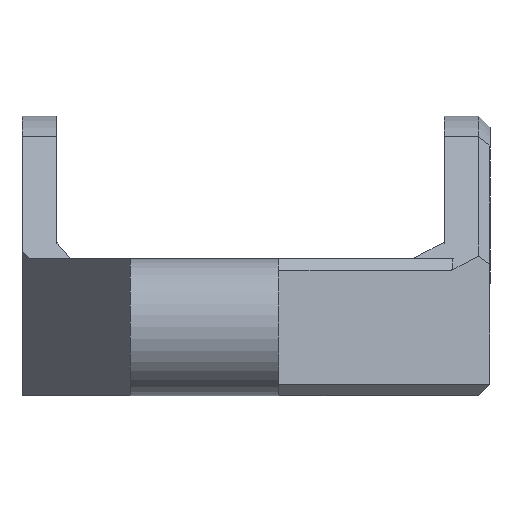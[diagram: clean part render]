
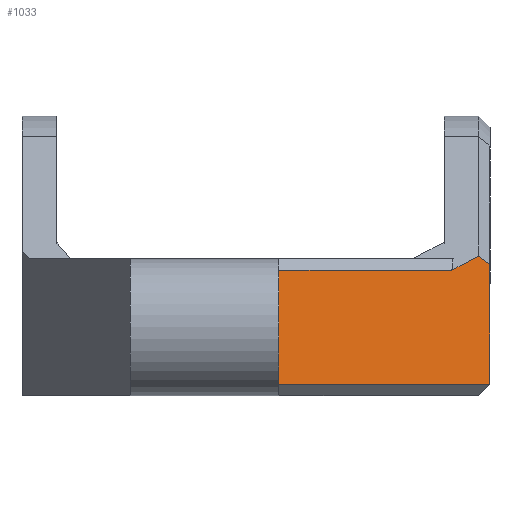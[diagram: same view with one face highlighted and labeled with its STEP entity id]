
A CAD part, left-side view. The second image highlights one B-rep face of the part: STEP entity #1033.
In plain terms, the highlighted planar face has unit normal (-0.826, -0.564, 0).
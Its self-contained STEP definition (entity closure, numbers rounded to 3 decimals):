
#14 = EDGE_CURVE ( 'NONE', #1040, #1151, #103, .T. ) ;
#19 = CARTESIAN_POINT ( 'NONE',  ( -65., -51., 2.511 ) ) ;
#85 = EDGE_CURVE ( 'NONE', #1135, #1044, #927, .T. ) ;
#99 = EDGE_CURVE ( 'NONE', #912, #1135, #729, .T. ) ;
#103 = LINE ( 'NONE', #501, #150 ) ;
#126 = CARTESIAN_POINT ( 'NONE',  ( -77.641, -32.5, 2. ) ) ;
#134 = CARTESIAN_POINT ( 'NONE',  ( -65.683, -50., 3.246 ) ) ;
#150 = VECTOR ( 'NONE', #1216, 1000. ) ;
#155 = PLANE ( 'NONE',  #548 ) ;
#215 = VECTOR ( 'NONE', #743, 1000. ) ;
#229 = DIRECTION ( 'NONE',  ( -0.482, 0.706, 0.519 ) ) ;
#324 = CARTESIAN_POINT ( 'NONE',  ( -66., -49.537, 3. ) ) ;
#349 = ORIENTED_EDGE ( 'NONE', *, *, #85, .T. ) ;
#350 = FACE_OUTER_BOUND ( 'NONE', #893, .T. ) ;
#383 = CARTESIAN_POINT ( 'NONE',  ( -67.287, -47.653, 2. ) ) ;
#436 = ORIENTED_EDGE ( 'NONE', *, *, #520, .F. ) ;
#449 = ORIENTED_EDGE ( 'NONE', *, *, #14, .F. ) ;
#465 = VECTOR ( 'NONE', #229, 1000. ) ;
#488 = VECTOR ( 'NONE', #722, 1000. ) ;
#501 = CARTESIAN_POINT ( 'NONE',  ( -65., -51., -8. ) ) ;
#502 = LINE ( 'NONE', #805, #628 ) ;
#520 = EDGE_CURVE ( 'NONE', #1151, #1044, #502, .T. ) ;
#548 = AXIS2_PLACEMENT_3D ( 'NONE', #1075, #745, #858 ) ;
#549 = ORIENTED_EDGE ( 'NONE', *, *, #99, .T. ) ;
#578 = CARTESIAN_POINT ( 'NONE',  ( -77.641, -32.5, -8. ) ) ;
#628 = VECTOR ( 'NONE', #812, 1000. ) ;
#631 = LINE ( 'NONE', #732, #1295 ) ;
#653 = EDGE_CURVE ( 'NONE', #949, #912, #1129, .T. ) ;
#722 = DIRECTION ( 'NONE',  ( -0.564, 0.826, 0. ) ) ;
#729 = LINE ( 'NONE', #324, #215 ) ;
#732 = CARTESIAN_POINT ( 'NONE',  ( -65., -51., -20. ) ) ;
#740 = CARTESIAN_POINT ( 'NONE',  ( -77.641, -32.5, 2. ) ) ;
#743 = DIRECTION ( 'NONE',  ( -0.517, 0.756, -0.402 ) ) ;
#745 = DIRECTION ( 'NONE',  ( -0.826, -0.564, 0. ) ) ;
#805 = CARTESIAN_POINT ( 'NONE',  ( -77.641, -32.5, -20. ) ) ;
#812 = DIRECTION ( 'NONE',  ( 0., 0., 1. ) ) ;
#842 = EDGE_CURVE ( 'NONE', #1040, #949, #631, .T. ) ;
#858 = DIRECTION ( 'NONE',  ( 0.564, -0.826, 0. ) ) ;
#868 = CARTESIAN_POINT ( 'NONE',  ( -65., -51., -8. ) ) ;
#893 = EDGE_LOOP ( 'NONE', ( #449, #1145, #1149, #549, #349, #436 ) ) ;
#912 = VERTEX_POINT ( 'NONE', #134 ) ;
#927 = LINE ( 'NONE', #126, #488 ) ;
#949 = VERTEX_POINT ( 'NONE', #19 ) ;
#1031 = DIRECTION ( 'NONE',  ( 0., 0., 1. ) ) ;
#1033 = ADVANCED_FACE ( 'NONE', ( #350 ), #155, .T. ) ;
#1040 = VERTEX_POINT ( 'NONE', #868 ) ;
#1044 = VERTEX_POINT ( 'NONE', #740 ) ;
#1075 = CARTESIAN_POINT ( 'NONE',  ( -77.641, -32.5, -20. ) ) ;
#1116 = CARTESIAN_POINT ( 'NONE',  ( -65., -51., 2.511 ) ) ;
#1129 = LINE ( 'NONE', #1116, #465 ) ;
#1135 = VERTEX_POINT ( 'NONE', #383 ) ;
#1145 = ORIENTED_EDGE ( 'NONE', *, *, #842, .T. ) ;
#1149 = ORIENTED_EDGE ( 'NONE', *, *, #653, .T. ) ;
#1151 = VERTEX_POINT ( 'NONE', #578 ) ;
#1216 = DIRECTION ( 'NONE',  ( -0.564, 0.826, 0. ) ) ;
#1295 = VECTOR ( 'NONE', #1031, 1000. ) ;
